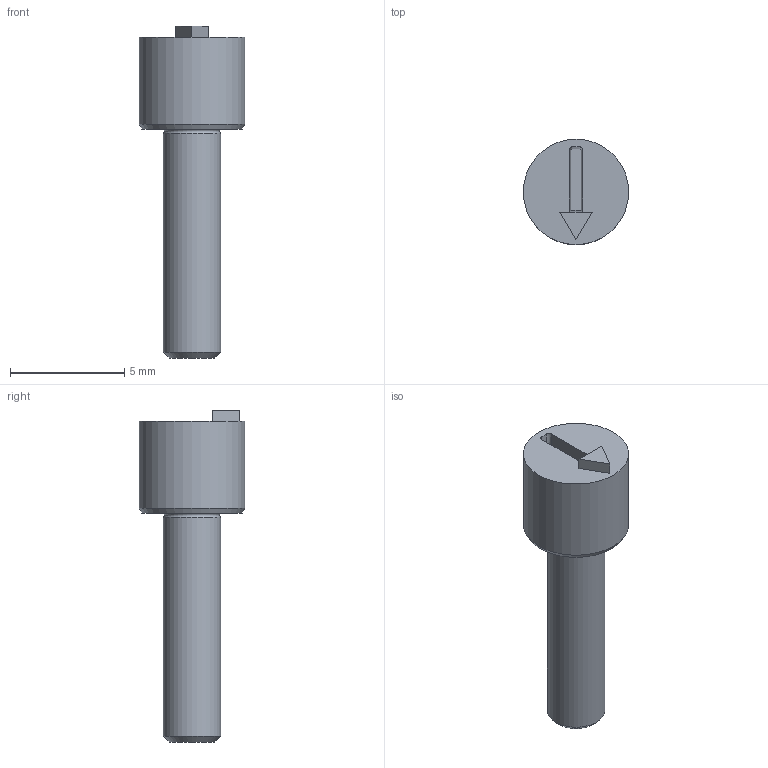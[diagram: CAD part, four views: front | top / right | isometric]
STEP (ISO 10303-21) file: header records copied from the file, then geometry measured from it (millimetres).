
FILE_DESCRIPTION(/* description */ (''),/* implementation_level */ '2;1');
FILE_NAME(/* name */ 'Dati-7000_G$8$00.stp',/* time_stamp */ '2025-09-02T15:55:33+02:00',/* author */ ('olafg'),/* organization */ (''),/* preprocessor_version */ 'ST-DEVELOPER v20',/* originating_system */ 'Autodesk Inventor 2024',/* authorisation */ '');
FILE_SCHEMA (('AUTOMOTIVE_DESIGN { 1 0 10303 214 3 1 1 }'));
Length unit declared in the file: millimetre
Products named in the file (1): 2010-05-00 Stelleinsatz
Bounding box: 4.6 x 4.6 x 14.5 mm (x, y, z)
Volume: 113.4 mm3; surface area: 178.6 mm2
Topology: 1 solids, 1 shells, 19 faces, 41 edges, 26 vertices
Faces by surface type: plane 12, cone 4, cylinder 2, torus 1
Full cylindrical faces by diameter (mm): 2.5 x1, 4.6 x1
Entity records: 559 total; most frequent: DIRECTION 94, CARTESIAN_POINT 87, ORIENTED_EDGE 82, EDGE_CURVE 41, AXIS2_PLACEMENT_3D 33, LINE 28, VECTOR 28, VERTEX_POINT 26
